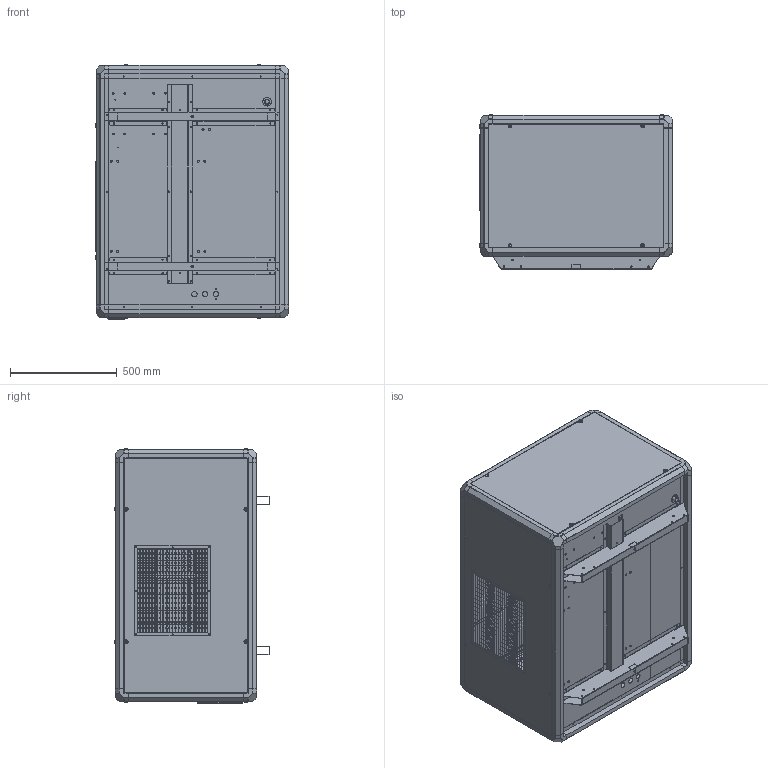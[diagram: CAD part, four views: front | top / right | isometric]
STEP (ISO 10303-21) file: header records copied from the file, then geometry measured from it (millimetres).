
FILE_DESCRIPTION (( 'STEP AP203' ), '1' );
FILE_NAME ('Model FD360.STEP', '2023-11-20T13:44:59', ( '' ), ( '' ), 'SwSTEP 2.0', 'SolidWorks 2020', '' );
FILE_SCHEMA (( 'CONFIG_CONTROL_DESIGN' ));
Length unit declared in the file: millimetre
Products named in the file (1): Model FD360
Bounding box: 904.5 x 724 x 1191 mm (x, y, z)
Surface area: 9301598.2 mm2 (no closed solid volume)
Topology: 0 solids, 86 shells, 1768 faces, 8134 edges, 6376 vertices
Faces by surface type: plane 1213, cylinder 482, torus 47, cone 16, sphere 7, bspline 3
Entity records: 85225 total; most frequent: CARTESIAN_POINT 19732, DIRECTION 13090, ORIENTED_EDGE 10843, EDGE_CURVE 8100, VERTEX_POINT 6376, LINE 6178, VECTOR 6178, AXIS2_PLACEMENT_3D 3456
